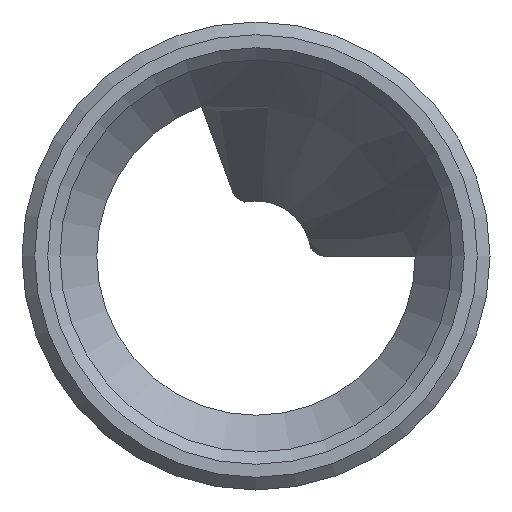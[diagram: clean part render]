
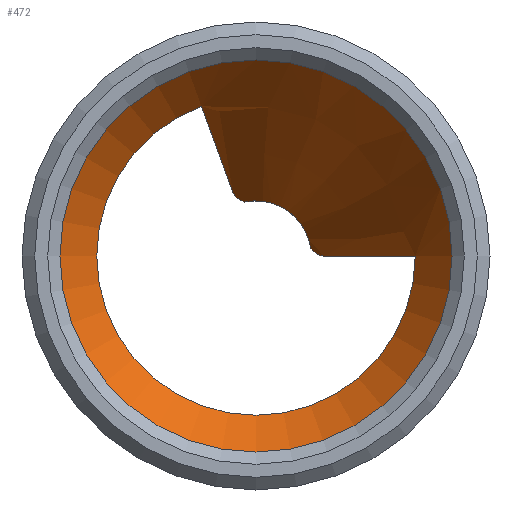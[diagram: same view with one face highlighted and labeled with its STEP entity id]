
A CAD part, front view. The second image highlights one B-rep face of the part: STEP entity #472.
In plain terms, the highlighted conical face has half-angle 35 degrees and reference radius 14.5 mm.
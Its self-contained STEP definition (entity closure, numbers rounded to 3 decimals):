
#25=CONICAL_SURFACE('',#540,14.5,0.611);
#38=CIRCLE('',#504,4.5);
#58=CIRCLE('',#539,16.);
#59=CIRCLE('',#541,13.);
#60=CIRCLE('',#542,13.);
#88=FACE_OUTER_BOUND('',#120,.T.);
#120=EDGE_LOOP('',(#400,#401,#402,#403,#404,#405,#406,#407,#408,#409));
#129=B_SPLINE_CURVE_WITH_KNOTS('',3,(#713,#714,#715,#716,#717,#718,#719,
#720),.UNSPECIFIED.,.F.,.F.,(4,2,2,4),(0.866,0.942,
1.018,1.051),.UNSPECIFIED.);
#134=B_SPLINE_CURVE_WITH_KNOTS('',3,(#774,#775,#776,#777,#778,#779,#780,
#781),.UNSPECIFIED.,.F.,.F.,(4,2,2,4),(-0.186,-0.152,
-0.076,0.),.UNSPECIFIED.);
#143=LINE('',#792,#174);
#145=LINE('',#799,#176);
#160=LINE('',#872,#191);
#174=VECTOR('',#576,10.);
#176=VECTOR('',#584,10.);
#191=VECTOR('',#675,14.5);
#198=VERTEX_POINT('',#710);
#199=VERTEX_POINT('',#712);
#205=VERTEX_POINT('',#766);
#206=VERTEX_POINT('',#773);
#210=VERTEX_POINT('',#790);
#212=VERTEX_POINT('',#798);
#231=VERTEX_POINT('',#867);
#232=VERTEX_POINT('',#871);
#238=EDGE_CURVE('',#198,#199,#129,.T.);
#247=EDGE_CURVE('',#205,#206,#134,.T.);
#253=EDGE_CURVE('',#210,#198,#143,.T.);
#256=EDGE_CURVE('',#206,#212,#145,.T.);
#260=EDGE_CURVE('',#199,#205,#38,.T.);
#291=EDGE_CURVE('',#231,#231,#58,.T.);
#292=EDGE_CURVE('',#231,#232,#160,.T.);
#293=EDGE_CURVE('',#212,#232,#59,.T.);
#294=EDGE_CURVE('',#232,#210,#60,.T.);
#400=ORIENTED_EDGE('',*,*,#291,.T.);
#401=ORIENTED_EDGE('',*,*,#292,.T.);
#402=ORIENTED_EDGE('',*,*,#293,.F.);
#403=ORIENTED_EDGE('',*,*,#256,.F.);
#404=ORIENTED_EDGE('',*,*,#247,.F.);
#405=ORIENTED_EDGE('',*,*,#260,.F.);
#406=ORIENTED_EDGE('',*,*,#238,.F.);
#407=ORIENTED_EDGE('',*,*,#253,.F.);
#408=ORIENTED_EDGE('',*,*,#294,.F.);
#409=ORIENTED_EDGE('',*,*,#292,.F.);
#472=ADVANCED_FACE('',(#88),#25,.F.);
#504=AXIS2_PLACEMENT_3D('',#806,#590,#591);
#539=AXIS2_PLACEMENT_3D('',#869,#671,#672);
#540=AXIS2_PLACEMENT_3D('',#870,#673,#674);
#541=AXIS2_PLACEMENT_3D('',#873,#676,#677);
#542=AXIS2_PLACEMENT_3D('',#874,#678,#679);
#576=DIRECTION('',(-0.574,0.819,0.));
#584=DIRECTION('',(-0.196,-0.819,0.539));
#590=DIRECTION('center_axis',(0.,-1.,0.));
#591=DIRECTION('ref_axis',(1.,0.,0.));
#671=DIRECTION('center_axis',(0.,-1.,0.));
#672=DIRECTION('ref_axis',(1.,0.,0.));
#673=DIRECTION('center_axis',(0.,-1.,0.));
#674=DIRECTION('ref_axis',(1.,0.,0.));
#675=DIRECTION('',(0.574,0.819,0.));
#676=DIRECTION('center_axis',(0.,-1.,0.));
#677=DIRECTION('ref_axis',(1.,0.,0.));
#678=DIRECTION('center_axis',(0.,-1.,0.));
#679=DIRECTION('ref_axis',(1.,0.,0.));
#710=CARTESIAN_POINT('',(5.52,19.267,0.));
#712=CARTESIAN_POINT('',(4.456,20.724,0.63));
#713=CARTESIAN_POINT('Ctrl Pts',(5.52,19.267,0.));
#714=CARTESIAN_POINT('Ctrl Pts',(5.375,19.474,0.));
#715=CARTESIAN_POINT('Ctrl Pts',(5.217,19.7,0.034));
#716=CARTESIAN_POINT('Ctrl Pts',(4.913,20.13,0.182));
#717=CARTESIAN_POINT('Ctrl Pts',(4.765,20.335,0.295));
#718=CARTESIAN_POINT('Ctrl Pts',(4.575,20.58,0.488));
#719=CARTESIAN_POINT('Ctrl Pts',(4.516,20.654,0.555));
#720=CARTESIAN_POINT('Ctrl Pts',(4.456,20.724,0.63));
#766=CARTESIAN_POINT('',(-0.932,20.724,4.402));
#773=CARTESIAN_POINT('',(-1.888,19.267,5.187));
#774=CARTESIAN_POINT('Ctrl Pts',(-0.932,20.724,4.402));
#775=CARTESIAN_POINT('Ctrl Pts',(-1.022,20.654,4.433));
#776=CARTESIAN_POINT('Ctrl Pts',(-1.106,20.58,4.466));
#777=CARTESIAN_POINT('Ctrl Pts',(-1.352,20.335,4.579));
#778=CARTESIAN_POINT('Ctrl Pts',(-1.51,20.13,4.679));
#779=CARTESIAN_POINT('Ctrl Pts',(-1.752,19.7,4.915));
#780=CARTESIAN_POINT('Ctrl Pts',(-1.838,19.474,5.051));
#781=CARTESIAN_POINT('Ctrl Pts',(-1.888,19.267,5.187));
#790=CARTESIAN_POINT('',(13.,8.584,0.));
#792=CARTESIAN_POINT('',(13.,8.584,0.));
#798=CARTESIAN_POINT('',(-4.446,8.584,12.216));
#799=CARTESIAN_POINT('',(-4.446,8.584,12.216));
#806=CARTESIAN_POINT('Origin',(0.,20.724,0.));
#867=CARTESIAN_POINT('',(-16.,4.3,0.));
#869=CARTESIAN_POINT('Origin',(0.,4.3,0.));
#870=CARTESIAN_POINT('Origin',(0.,6.442,0.));
#871=CARTESIAN_POINT('',(-13.,8.584,0.));
#872=CARTESIAN_POINT('',(-14.5,6.442,0.));
#873=CARTESIAN_POINT('Origin',(0.,8.584,0.));
#874=CARTESIAN_POINT('Origin',(0.,8.584,0.));
